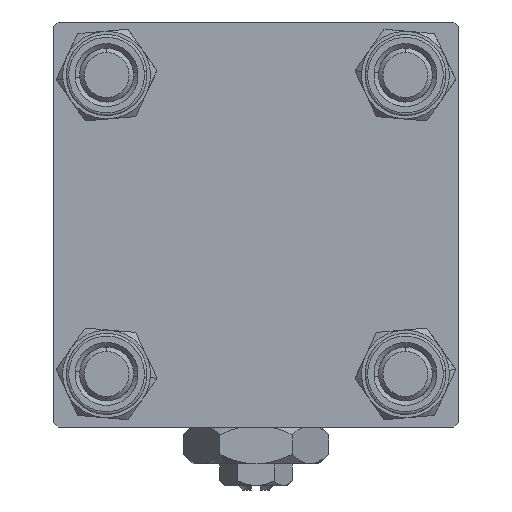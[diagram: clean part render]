
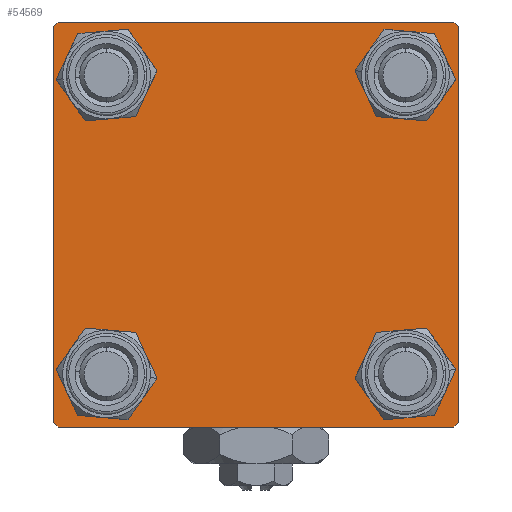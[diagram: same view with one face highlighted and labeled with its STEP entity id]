
A CAD part, left-side view. The second image highlights one B-rep face of the part: STEP entity #54569.
In plain terms, the highlighted planar face has unit normal (-1, 0, 0).
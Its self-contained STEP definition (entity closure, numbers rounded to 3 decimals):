
#38 = CIRCLE ( 'NONE', #13354, 3.5 ) ;
#290 = CARTESIAN_POINT ( 'NONE',  ( 0., 16.6, 20.1 ) ) ;
#621 = VECTOR ( 'NONE', #30562, 1000. ) ;
#690 = VERTEX_POINT ( 'NONE', #45492 ) ;
#1034 = EDGE_CURVE ( 'NONE', #49667, #9206, #37907, .T. ) ;
#1148 = AXIS2_PLACEMENT_3D ( 'NONE', #17640, #39706, #44466 ) ;
#1632 = VERTEX_POINT ( 'NONE', #50183 ) ;
#1782 = DIRECTION ( 'NONE',  ( 1., 0., 0. ) ) ;
#2563 = DIRECTION ( 'NONE',  ( 1., 0., 0. ) ) ;
#2757 = LINE ( 'NONE', #57663, #52905 ) ;
#3931 = CARTESIAN_POINT ( 'NONE',  ( 0., -22.25, 22.25 ) ) ;
#4271 = DIRECTION ( 'NONE',  ( 1., 0., 0. ) ) ;
#4297 = LINE ( 'NONE', #36519, #40681 ) ;
#4992 = CARTESIAN_POINT ( 'NONE',  ( 0., 16.6, -16.6 ) ) ;
#5458 = ORIENTED_EDGE ( 'NONE', *, *, #53416, .T. ) ;
#5822 = ORIENTED_EDGE ( 'NONE', *, *, #20301, .T. ) ;
#5917 = CIRCLE ( 'NONE', #1148, 3.5 ) ;
#6399 = ORIENTED_EDGE ( 'NONE', *, *, #31922, .T. ) ;
#7406 = EDGE_CURVE ( 'NONE', #9206, #49667, #42865, .T. ) ;
#7730 = CARTESIAN_POINT ( 'NONE',  ( 0., -16.6, -16.6 ) ) ;
#7774 = DIRECTION ( 'NONE',  ( 0., 0., 1. ) ) ;
#8438 = DIRECTION ( 'NONE',  ( 1., 0., 0. ) ) ;
#9013 = CARTESIAN_POINT ( 'NONE',  ( 0., 22.5, -22. ) ) ;
#9206 = VERTEX_POINT ( 'NONE', #51771 ) ;
#9618 = VERTEX_POINT ( 'NONE', #28397 ) ;
#10478 = DIRECTION ( 'NONE',  ( 0., -1., 0. ) ) ;
#10559 = ORIENTED_EDGE ( 'NONE', *, *, #36663, .T. ) ;
#10930 = CARTESIAN_POINT ( 'NONE',  ( 0., 22.5, 22.5 ) ) ;
#11075 = ORIENTED_EDGE ( 'NONE', *, *, #7406, .T. ) ;
#12317 = CARTESIAN_POINT ( 'NONE',  ( 0., 22.5, -22.5 ) ) ;
#12418 = CARTESIAN_POINT ( 'NONE',  ( 0., -22., 22.5 ) ) ;
#12773 = EDGE_LOOP ( 'NONE', ( #27586, #25549 ) ) ;
#12835 = EDGE_LOOP ( 'NONE', ( #26011, #30868 ) ) ;
#13354 = AXIS2_PLACEMENT_3D ( 'NONE', #17026, #48636, #7774 ) ;
#13541 = EDGE_LOOP ( 'NONE', ( #15071, #54519, #14960, #5822, #26331, #49335, #53888, #10559 ) ) ;
#13751 = EDGE_LOOP ( 'NONE', ( #6399, #5458 ) ) ;
#13881 = VERTEX_POINT ( 'NONE', #9013 ) ;
#14342 = AXIS2_PLACEMENT_3D ( 'NONE', #18318, #41264, #27237 ) ;
#14702 = CARTESIAN_POINT ( 'NONE',  ( 0., 22., -22.5 ) ) ;
#14960 = ORIENTED_EDGE ( 'NONE', *, *, #54003, .T. ) ;
#15071 = ORIENTED_EDGE ( 'NONE', *, *, #24714, .T. ) ;
#15262 = CARTESIAN_POINT ( 'NONE',  ( 0., 22.5, 22.5 ) ) ;
#16139 = VERTEX_POINT ( 'NONE', #12418 ) ;
#17026 = CARTESIAN_POINT ( 'NONE',  ( 0., -16.6, -16.6 ) ) ;
#17110 = LINE ( 'NONE', #12317, #57164 ) ;
#17479 = EDGE_CURVE ( 'NONE', #45857, #26966, #5917, .T. ) ;
#17634 = AXIS2_PLACEMENT_3D ( 'NONE', #7730, #1782, #38469 ) ;
#17640 = CARTESIAN_POINT ( 'NONE',  ( 0., -16.6, 16.6 ) ) ;
#18318 = CARTESIAN_POINT ( 'NONE',  ( 0., 0., 0. ) ) ;
#18451 = VERTEX_POINT ( 'NONE', #14702 ) ;
#18607 = FACE_BOUND ( 'NONE', #13751, .T. ) ;
#19344 = VECTOR ( 'NONE', #39155, 1000. ) ;
#19646 = CARTESIAN_POINT ( 'NONE',  ( 0., 16.6, -13.1 ) ) ;
#20301 = EDGE_CURVE ( 'NONE', #31403, #26845, #43608, .T. ) ;
#20915 = CIRCLE ( 'NONE', #54255, 3.5 ) ;
#21554 = CARTESIAN_POINT ( 'NONE',  ( 0., -16.6, 13.1 ) ) ;
#21727 = CIRCLE ( 'NONE', #43642, 3.5 ) ;
#22127 = DIRECTION ( 'NONE',  ( 0., 0.707, 0.707 ) ) ;
#23366 = DIRECTION ( 'NONE',  ( 0., -0.707, -0.707 ) ) ;
#23509 = DIRECTION ( 'NONE',  ( 0., 0., 1. ) ) ;
#23812 = CARTESIAN_POINT ( 'NONE',  ( 0., -16.6, -20.1 ) ) ;
#24714 = EDGE_CURVE ( 'NONE', #1632, #13881, #51799, .T. ) ;
#25549 = ORIENTED_EDGE ( 'NONE', *, *, #46827, .T. ) ;
#25709 = AXIS2_PLACEMENT_3D ( 'NONE', #43424, #2563, #35084 ) ;
#25746 = VERTEX_POINT ( 'NONE', #19646 ) ;
#25898 = VERTEX_POINT ( 'NONE', #55367 ) ;
#26011 = ORIENTED_EDGE ( 'NONE', *, *, #50581, .T. ) ;
#26331 = ORIENTED_EDGE ( 'NONE', *, *, #32932, .F. ) ;
#26352 = DIRECTION ( 'NONE',  ( 0., 0., 1. ) ) ;
#26370 = VERTEX_POINT ( 'NONE', #23812 ) ;
#26594 = LINE ( 'NONE', #3931, #50922 ) ;
#26845 = VERTEX_POINT ( 'NONE', #27261 ) ;
#26966 = VERTEX_POINT ( 'NONE', #21554 ) ;
#27062 = DIRECTION ( 'NONE',  ( 1., 0., 0. ) ) ;
#27237 = DIRECTION ( 'NONE',  ( 0., 0., 1. ) ) ;
#27261 = CARTESIAN_POINT ( 'NONE',  ( 0., -22.5, -22. ) ) ;
#27586 = ORIENTED_EDGE ( 'NONE', *, *, #17479, .T. ) ;
#28397 = CARTESIAN_POINT ( 'NONE',  ( 0., 16.6, -20.1 ) ) ;
#29936 = EDGE_CURVE ( 'NONE', #25898, #16139, #26594, .T. ) ;
#30562 = DIRECTION ( 'NONE',  ( 0., 0.707, -0.707 ) ) ;
#30868 = ORIENTED_EDGE ( 'NONE', *, *, #58065, .T. ) ;
#31403 = VERTEX_POINT ( 'NONE', #38884 ) ;
#31922 = EDGE_CURVE ( 'NONE', #690, #26370, #46172, .T. ) ;
#32599 = FACE_BOUND ( 'NONE', #35624, .T. ) ;
#32932 = EDGE_CURVE ( 'NONE', #25898, #26845, #2757, .T. ) ;
#34447 = LINE ( 'NONE', #39522, #621 ) ;
#35084 = DIRECTION ( 'NONE',  ( 0., 0., 1. ) ) ;
#35624 = EDGE_LOOP ( 'NONE', ( #38427, #11075 ) ) ;
#35867 = CARTESIAN_POINT ( 'NONE',  ( 0., 16.6, -16.6 ) ) ;
#36326 = DIRECTION ( 'NONE',  ( 0., 0., 1. ) ) ;
#36519 = CARTESIAN_POINT ( 'NONE',  ( 0., 22.25, -22.25 ) ) ;
#36663 = EDGE_CURVE ( 'NONE', #43304, #1632, #34447, .T. ) ;
#37907 = CIRCLE ( 'NONE', #55021, 3.5 ) ;
#38319 = EDGE_CURVE ( 'NONE', #13881, #18451, #4297, .T. ) ;
#38427 = ORIENTED_EDGE ( 'NONE', *, *, #1034, .T. ) ;
#38469 = DIRECTION ( 'NONE',  ( 0., 0., 1. ) ) ;
#38498 = LINE ( 'NONE', #15262, #54221 ) ;
#38884 = CARTESIAN_POINT ( 'NONE',  ( 0., -22., -22.5 ) ) ;
#39155 = DIRECTION ( 'NONE',  ( 0., -0.707, 0.707 ) ) ;
#39286 = VECTOR ( 'NONE', #47310, 1000. ) ;
#39522 = CARTESIAN_POINT ( 'NONE',  ( 0., 22.25, 22.25 ) ) ;
#39706 = DIRECTION ( 'NONE',  ( 1., 0., 0. ) ) ;
#40668 = FACE_OUTER_BOUND ( 'NONE', #13541, .T. ) ;
#40681 = VECTOR ( 'NONE', #23366, 1000. ) ;
#41264 = DIRECTION ( 'NONE',  ( -1., 0., 0. ) ) ;
#42865 = CIRCLE ( 'NONE', #25709, 3.5 ) ;
#43304 = VERTEX_POINT ( 'NONE', #51322 ) ;
#43317 = CARTESIAN_POINT ( 'NONE',  ( 0., -22.25, -22.25 ) ) ;
#43424 = CARTESIAN_POINT ( 'NONE',  ( 0., 16.6, 16.6 ) ) ;
#43608 = LINE ( 'NONE', #43317, #19344 ) ;
#43642 = AXIS2_PLACEMENT_3D ( 'NONE', #52644, #43677, #23509 ) ;
#43677 = DIRECTION ( 'NONE',  ( 1., 0., 0. ) ) ;
#44466 = DIRECTION ( 'NONE',  ( 0., 0., 1. ) ) ;
#45139 = FACE_BOUND ( 'NONE', #12835, .T. ) ;
#45492 = CARTESIAN_POINT ( 'NONE',  ( 0., -16.6, -13.1 ) ) ;
#45857 = VERTEX_POINT ( 'NONE', #50249 ) ;
#46025 = FACE_BOUND ( 'NONE', #12773, .T. ) ;
#46172 = CIRCLE ( 'NONE', #17634, 3.5 ) ;
#46827 = EDGE_CURVE ( 'NONE', #26966, #45857, #21727, .T. ) ;
#47310 = DIRECTION ( 'NONE',  ( 0., 0., -1. ) ) ;
#48636 = DIRECTION ( 'NONE',  ( 1., 0., 0. ) ) ;
#49035 = CARTESIAN_POINT ( 'NONE',  ( 0., 16.6, 16.6 ) ) ;
#49335 = ORIENTED_EDGE ( 'NONE', *, *, #29936, .T. ) ;
#49430 = EDGE_CURVE ( 'NONE', #43304, #16139, #38498, .T. ) ;
#49667 = VERTEX_POINT ( 'NONE', #290 ) ;
#49886 = DIRECTION ( 'NONE',  ( 0., -1., 0. ) ) ;
#50183 = CARTESIAN_POINT ( 'NONE',  ( 0., 22.5, 22. ) ) ;
#50249 = CARTESIAN_POINT ( 'NONE',  ( 0., -16.6, 20.1 ) ) ;
#50581 = EDGE_CURVE ( 'NONE', #25746, #9618, #20915, .T. ) ;
#50807 = PLANE ( 'NONE',  #14342 ) ;
#50922 = VECTOR ( 'NONE', #22127, 1000. ) ;
#51322 = CARTESIAN_POINT ( 'NONE',  ( 0., 22., 22.5 ) ) ;
#51771 = CARTESIAN_POINT ( 'NONE',  ( 0., 16.6, 13.1 ) ) ;
#51799 = LINE ( 'NONE', #10930, #39286 ) ;
#52644 = CARTESIAN_POINT ( 'NONE',  ( 0., -16.6, 16.6 ) ) ;
#52905 = VECTOR ( 'NONE', #53472, 1000. ) ;
#53416 = EDGE_CURVE ( 'NONE', #26370, #690, #38, .T. ) ;
#53472 = DIRECTION ( 'NONE',  ( 0., 0., -1. ) ) ;
#53888 = ORIENTED_EDGE ( 'NONE', *, *, #49430, .F. ) ;
#54003 = EDGE_CURVE ( 'NONE', #18451, #31403, #17110, .T. ) ;
#54221 = VECTOR ( 'NONE', #10478, 1000. ) ;
#54255 = AXIS2_PLACEMENT_3D ( 'NONE', #4992, #27062, #36326 ) ;
#54519 = ORIENTED_EDGE ( 'NONE', *, *, #38319, .T. ) ;
#54569 = ADVANCED_FACE ( 'NONE', ( #46025, #18607, #45139, #32599, #40668 ), #50807, .T. ) ;
#55021 = AXIS2_PLACEMENT_3D ( 'NONE', #49035, #4271, #26352 ) ;
#55367 = CARTESIAN_POINT ( 'NONE',  ( 0., -22.5, 22. ) ) ;
#57162 = CIRCLE ( 'NONE', #57208, 3.5 ) ;
#57164 = VECTOR ( 'NONE', #49886, 1000. ) ;
#57208 = AXIS2_PLACEMENT_3D ( 'NONE', #35867, #8438, #58270 ) ;
#57663 = CARTESIAN_POINT ( 'NONE',  ( 0., -22.5, 22.5 ) ) ;
#58065 = EDGE_CURVE ( 'NONE', #9618, #25746, #57162, .T. ) ;
#58270 = DIRECTION ( 'NONE',  ( 0., 0., 1. ) ) ;
